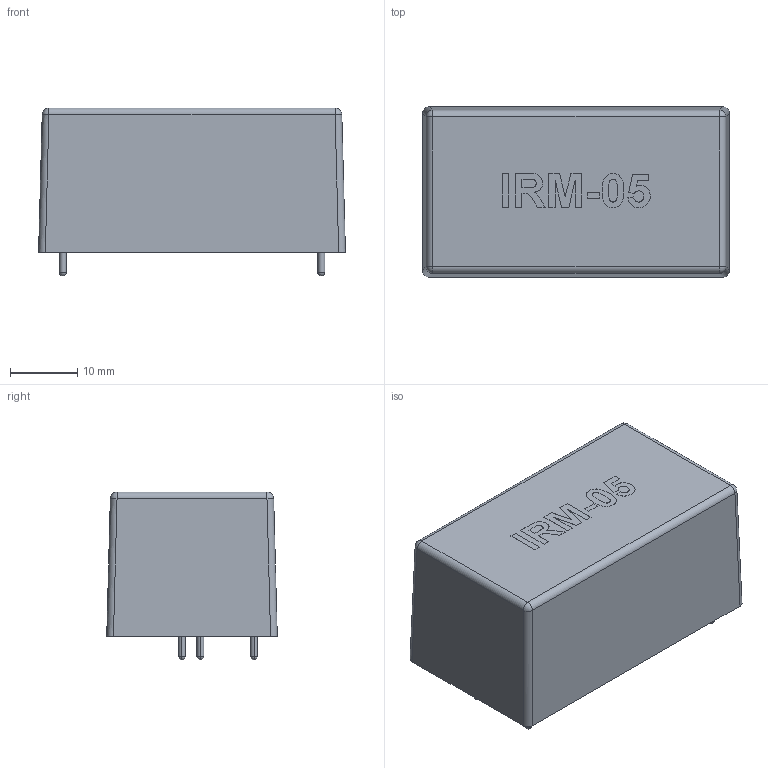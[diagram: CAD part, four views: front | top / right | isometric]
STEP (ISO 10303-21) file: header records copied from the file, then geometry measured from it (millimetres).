
FILE_DESCRIPTION (( 'STEP AP214' ), '1' );
FILE_NAME ('IRM-05.STEP', '2022-03-01T11:36:47', ( 'admin' ), ( 'Microsoft' ), 'SwSTEP 2.0', 'SolidWorks 2017', '' );
FILE_SCHEMA (( 'AUTOMOTIVE_DESIGN' ));
Length unit declared in the file: millimetre
Products named in the file (1): IRM-05
Bounding box: 45.7 x 25.4 x 25 mm (x, y, z)
Volume: 24070.4 mm3; surface area: 5209.2 mm2
Topology: 5 solids, 5 shells, 114 faces, 288 edges, 184 vertices
Faces by surface type: plane 57, bspline 29, cylinder 16, sphere 12
Entity records: 6066 total; most frequent: CARTESIAN_POINT 2276, ORIENTED_EDGE 544, DIRECTION 418, EDGE_CURVE 272, VERTEX_POINT 176, VECTOR 174, LINE 174, AXIS2_PLACEMENT_3D 122
